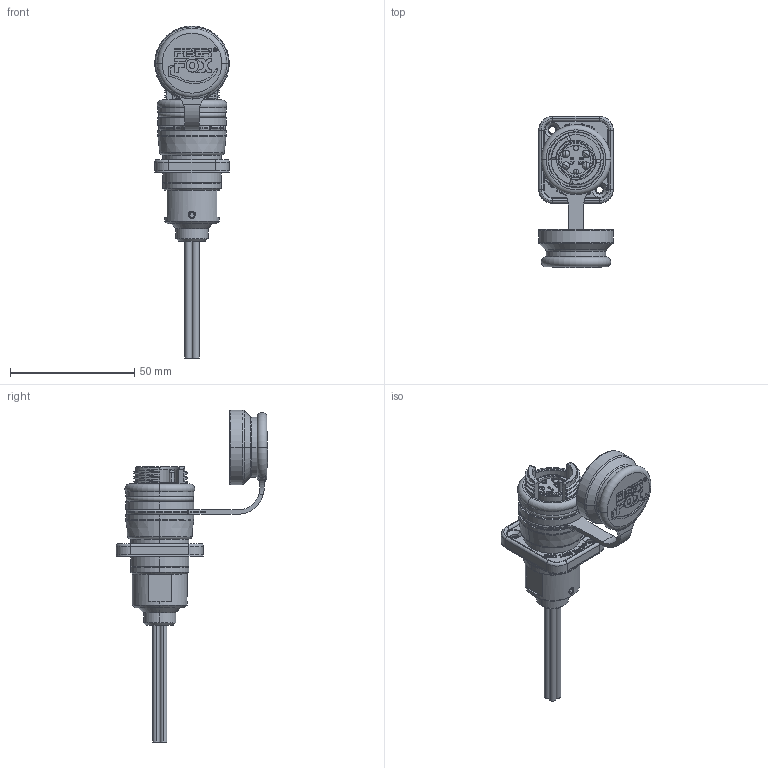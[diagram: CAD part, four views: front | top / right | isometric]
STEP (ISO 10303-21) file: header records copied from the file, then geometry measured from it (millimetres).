
FILE_DESCRIPTION (( 'STEP AP214' ), '1' );
FILE_NAME ('NO4SDW-FX-BO_01.STEP', '2023-11-25T21:25:04', ( '' ), ( '' ), 'SwSTEP 2.0', 'SolidWorks 2020', '' );
FILE_SCHEMA (( 'AUTOMOTIVE_DESIGN' ));
Length unit declared in the file: millimetre
Products named in the file (1): NO4SDW-FX-BO_01
Bounding box: 30.14 x 61.07 x 133.49 mm (x, y, z)
Volume: 31137.9 mm3; surface area: 15228.5 mm2
Topology: 1 solids, 6 shells, 1174 faces, 3059 edges, 1986 vertices
Faces by surface type: bspline 502, plane 399, cylinder 148, cone 66, torus 59
Entity records: 77156 total; most frequent: CARTESIAN_POINT 38883, ORIENTED_EDGE 6098, DIRECTION 3735, EDGE_CURVE 3049, VERTEX_POINT 1986, LINE 1455, VECTOR 1455, EDGE_LOOP 1285
